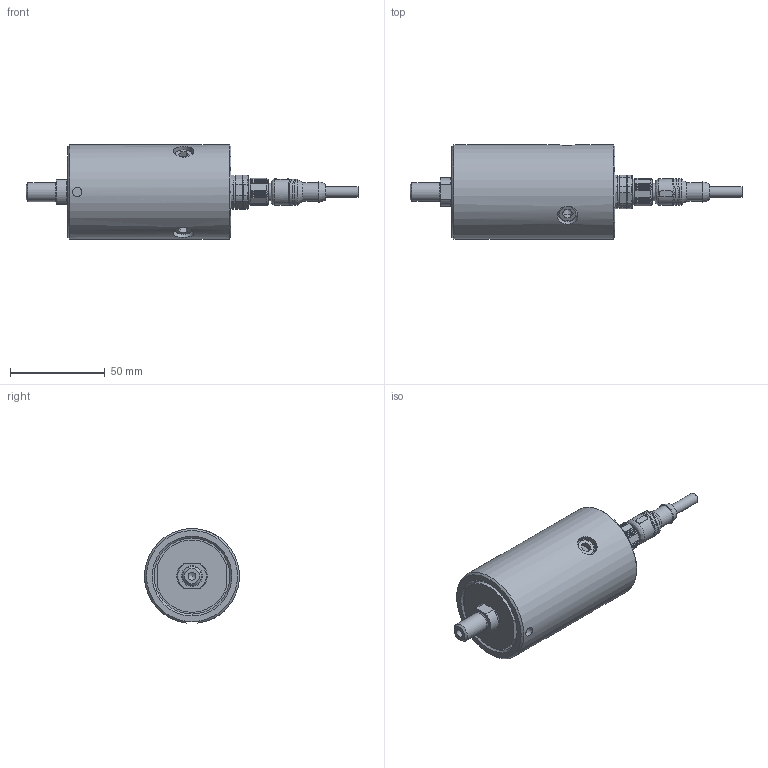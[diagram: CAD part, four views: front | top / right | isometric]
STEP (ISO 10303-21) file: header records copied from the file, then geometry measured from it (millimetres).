
FILE_DESCRIPTION (( 'STEP AP214' ), '1' );
FILE_NAME ('ZAK-A10N...2000N-N2 STEP.STEP', '2024-12-11T07:54:16', ( '' ), ( '' ), 'SwSTEP 2.0', 'SolidWorks 2023', '' );
FILE_SCHEMA (( 'AUTOMOTIVE_DESIGN' ));
Length unit declared in the file: millimetre
Products named in the file (1): ZAK-A10N...2000N-N2 STEP
Bounding box: 174.93 x 50 x 49.73 mm (x, y, z)
Volume: 145185.7 mm3; surface area: 47654.3 mm2
Topology: 7 solids, 12 shells, 731 faces, 1896 edges, 1218 vertices
Faces by surface type: plane 411, cylinder 202, cone 89, bspline 17, torus 12
Full cylindrical faces by diameter (mm): 1 x8, 1.1 x4, 1.15 x4, 1.2 x1, 1.5 x4, 1.55 x8, 1.6 x8, 1.85 x4, 3 x2, 4.2 x1, 5 x5, 5.6 x1, 6 x3, 6.6 x3, 7.65 x1, 8.375 x1, 8.42 x1, 9.22 x1, 9.3 x1, 9.6 x1, 9.7 x1, 9.95 x1, 10 x4, 10.4 x1, 10.8 x1, 11 x4, 12 x1, 13.4 x2, 13.5 x2, 13.8 x3
Entity records: 22791 total; most frequent: CARTESIAN_POINT 6206, DIRECTION 3312, ORIENTED_EDGE 3298, EDGE_CURVE 1649, AXIS2_PLACEMENT_3D 1224, VERTEX_POINT 1132, EDGE_LOOP 951, LINE 864
